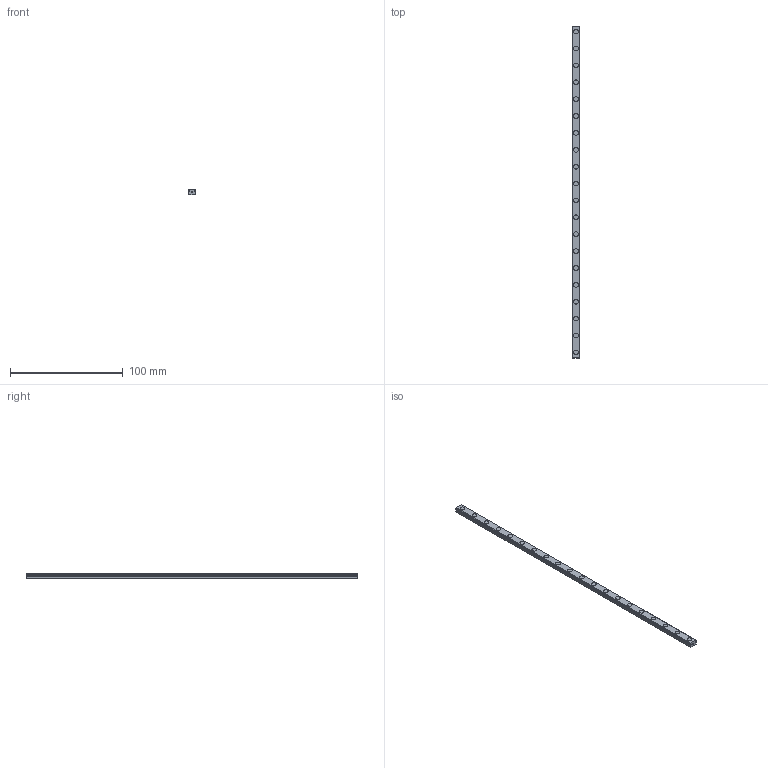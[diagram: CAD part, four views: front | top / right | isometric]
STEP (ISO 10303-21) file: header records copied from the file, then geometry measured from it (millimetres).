
FILE_DESCRIPTION(('STEP AP214'),'1');
FILE_NAME('cctmp_57AD7067-AC44-4561-AA9B-6ABE0F8804ED_2021_02_18_13_18_57_0599..stp','2021-02-18T12:18:57',('HIWIN GmbH'),('CADClick - www.CADClick.com'),'Spatial InterOp 3D',' ','unknown authorization');
FILE_SCHEMA(('AUTOMOTIVE_DESIGN'));
Length unit declared in the file: millimetre
Products named in the file (1): MGNR07R295CM_FILE
Bounding box: 7 x 295 x 4.8 mm (x, y, z)
Volume: 8494.6 mm3; surface area: 9119.2 mm2
Topology: 1 solids, 1 shells, 275 faces, 627 edges, 418 vertices
Faces by surface type: plane 139, cylinder 136
Entity records: 10057 total; most frequent: DIRECTION 1451, CARTESIAN_POINT 1321, ORIENTED_EDGE 1254, EDGE_CURVE 627, AXIS2_PLACEMENT_3D 548, VERTEX_POINT 418, LINE 355, VECTOR 355
